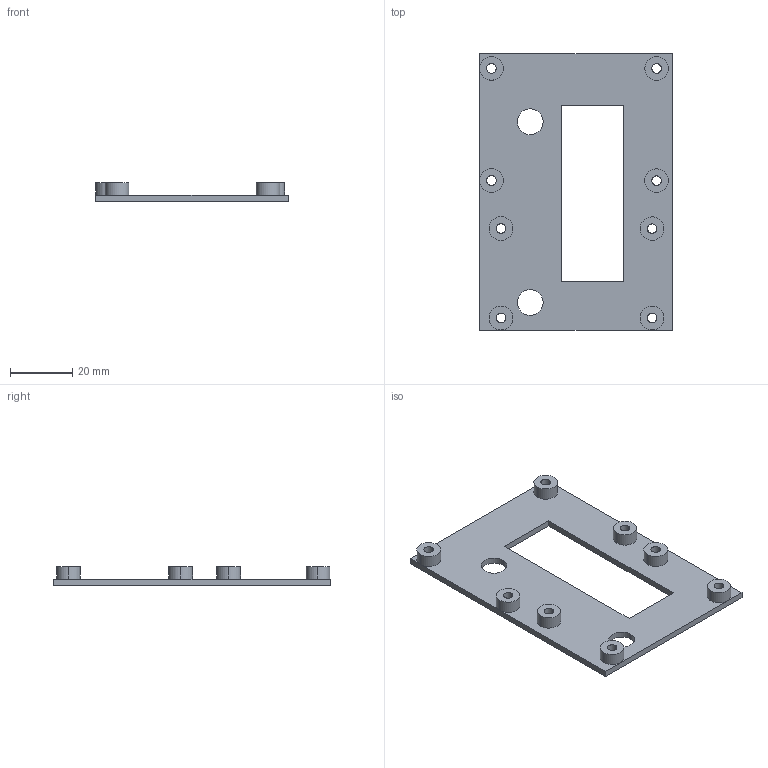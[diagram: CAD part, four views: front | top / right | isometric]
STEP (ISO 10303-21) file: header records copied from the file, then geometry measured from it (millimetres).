
FILE_DESCRIPTION (( 'STEP AP214' ), '1' );
FILE_NAME ('繚蚕ん盓傅.STEP', '2024-10-06T13:54:03', ( '' ), ( '' ), 'SwSTEP 2.0', 'SolidWorks 2020', '' );
FILE_SCHEMA (( 'AUTOMOTIVE_DESIGN' ));
Length unit declared in the file: millimetre
Products named in the file (1): 繚蚕ん盓傅
Bounding box: 61.95 x 88.76 x 6 mm (x, y, z)
Volume: 9596.8 mm3; surface area: 10631.2 mm2
Topology: 1 solids, 1 shells, 75 faces, 180 edges, 118 vertices
Faces by surface type: cylinder 48, plane 27
Entity records: 2312 total; most frequent: DIRECTION 440, CARTESIAN_POINT 374, ORIENTED_EDGE 360, AXIS2_PLACEMENT_3D 184, EDGE_CURVE 180, VERTEX_POINT 118, EDGE_LOOP 108, CIRCLE 108
